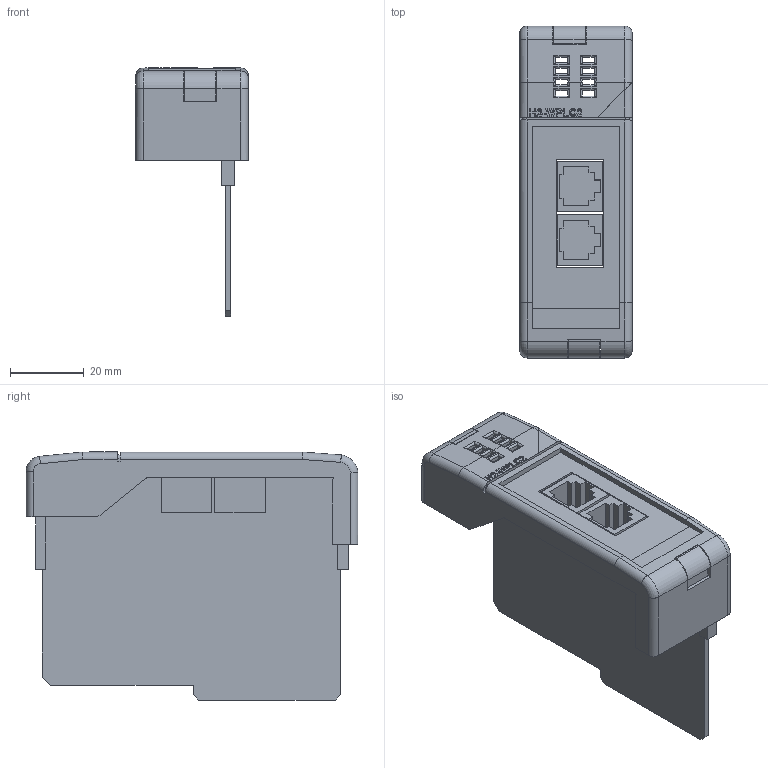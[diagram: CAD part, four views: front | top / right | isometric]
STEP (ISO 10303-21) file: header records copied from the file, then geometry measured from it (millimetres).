
FILE_DESCRIPTION (( 'STEP AP214' ), '1' );
FILE_NAME ('H2-WPLC2.STEP', '2011-04-01T13:19:56', ( ' ' ), ( ' ' ), 'SwSTEP 2.0', 'SolidWorks 2009', '' );
FILE_SCHEMA (( 'AUTOMOTIVE_DESIGN' ));
Length unit declared in the file: millimetre
Products named in the file (1): H2-WPLC2
Bounding box: 30.55 x 90 x 67.37 mm (x, y, z)
Volume: 19329.1 mm3; surface area: 29785 mm2
Topology: 4 solids, 4 shells, 408 faces, 1165 edges, 762 vertices
Faces by surface type: plane 281, cylinder 84, bspline 34, torus 9
Entity records: 19408 total; most frequent: CARTESIAN_POINT 4606, ORIENTED_EDGE 2330, DIRECTION 1854, EDGE_CURVE 1165, VECTOR 930, LINE 930, VERTEX_POINT 762, AXIS2_PLACEMENT_3D 462
